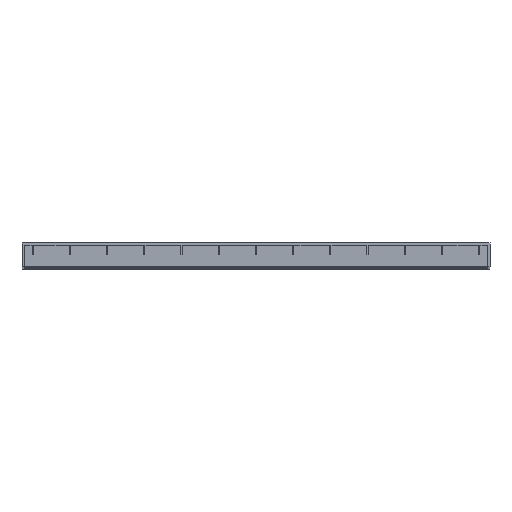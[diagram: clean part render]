
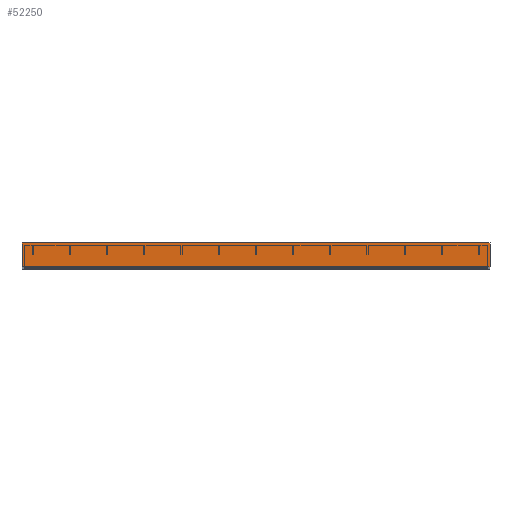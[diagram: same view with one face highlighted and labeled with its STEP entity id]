
A CAD part, top view. The second image highlights one B-rep face of the part: STEP entity #52250.
In plain terms, the highlighted planar face has unit normal (0, 0, 1).
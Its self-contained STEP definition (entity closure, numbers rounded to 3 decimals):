
#422 = VECTOR ( 'NONE', #36509, 1000. ) ;
#1270 = B_SPLINE_CURVE_WITH_KNOTS ( 'NONE', 3,
 ( #8933, #62504, #52303, #23682 ),
 .UNSPECIFIED., .F., .F.,
 ( 4, 4 ),
 ( 0., 1. ),
 .UNSPECIFIED. ) ;
#1753 = VERTEX_POINT ( 'NONE', #1982 ) ;
#1894 = ORIENTED_EDGE ( 'NONE', *, *, #7493, .T. ) ;
#1982 = CARTESIAN_POINT ( 'NONE',  ( 390., 10., 0. ) ) ;
#6415 = LINE ( 'NONE', #26856, #30799 ) ;
#7493 = EDGE_CURVE ( 'NONE', #1753, #11928, #37681, .T. ) ;
#7737 = AXIS2_PLACEMENT_3D ( 'NONE', #35281, #59438, #54528 ) ;
#8718 = ORIENTED_EDGE ( 'NONE', *, *, #52437, .F. ) ;
#8933 = CARTESIAN_POINT ( 'NONE',  ( 0., -10., 0. ) ) ;
#11921 = VECTOR ( 'NONE', #39160, 1000. ) ;
#11928 = VERTEX_POINT ( 'NONE', #35943 ) ;
#12198 = VERTEX_POINT ( 'NONE', #42073 ) ;
#13844 = CARTESIAN_POINT ( 'NONE',  ( 390., -10., 0. ) ) ;
#16174 = ORIENTED_EDGE ( 'NONE', *, *, #45509, .F. ) ;
#20602 = PLANE ( 'NONE',  #7737 ) ;
#20798 = FACE_OUTER_BOUND ( 'NONE', #48474, .T. ) ;
#23682 = CARTESIAN_POINT ( 'NONE',  ( 0., 10., 0. ) ) ;
#26634 = EDGE_CURVE ( 'NONE', #12198, #30548, #44640, .T. ) ;
#26856 = CARTESIAN_POINT ( 'NONE',  ( 390., 10., 0. ) ) ;
#30548 = VERTEX_POINT ( 'NONE', #60347 ) ;
#30799 = VECTOR ( 'NONE', #51215, 1000. ) ;
#35281 = CARTESIAN_POINT ( 'NONE',  ( 390., 10., 0. ) ) ;
#35943 = CARTESIAN_POINT ( 'NONE',  ( 0., 10., 0. ) ) ;
#36277 = ORIENTED_EDGE ( 'NONE', *, *, #26634, .F. ) ;
#36509 = DIRECTION ( 'NONE',  ( -1., 0., 0. ) ) ;
#37681 = LINE ( 'NONE', #59847, #422 ) ;
#39160 = DIRECTION ( 'NONE',  ( -1., 0., 0. ) ) ;
#42073 = CARTESIAN_POINT ( 'NONE',  ( 390., -10., 0. ) ) ;
#44640 = LINE ( 'NONE', #13844, #11921 ) ;
#45509 = EDGE_CURVE ( 'NONE', #1753, #12198, #6415, .T. ) ;
#48474 = EDGE_LOOP ( 'NONE', ( #1894, #8718, #36277, #16174 ) ) ;
#51215 = DIRECTION ( 'NONE',  ( 0., -1., 0. ) ) ;
#52250 = ADVANCED_FACE ( 'NONE', ( #20798 ), #20602, .F. ) ;
#52303 = CARTESIAN_POINT ( 'NONE',  ( 0., 3.333, 0. ) ) ;
#52437 = EDGE_CURVE ( 'NONE', #30548, #11928, #1270, .T. ) ;
#54528 = DIRECTION ( 'NONE',  ( 0., 1., 0. ) ) ;
#59438 = DIRECTION ( 'NONE',  ( 0., 0., -1. ) ) ;
#59847 = CARTESIAN_POINT ( 'NONE',  ( 390., 10., 0. ) ) ;
#60347 = CARTESIAN_POINT ( 'NONE',  ( 0., -10., 0. ) ) ;
#62504 = CARTESIAN_POINT ( 'NONE',  ( 0., -3.333, 0. ) ) ;
